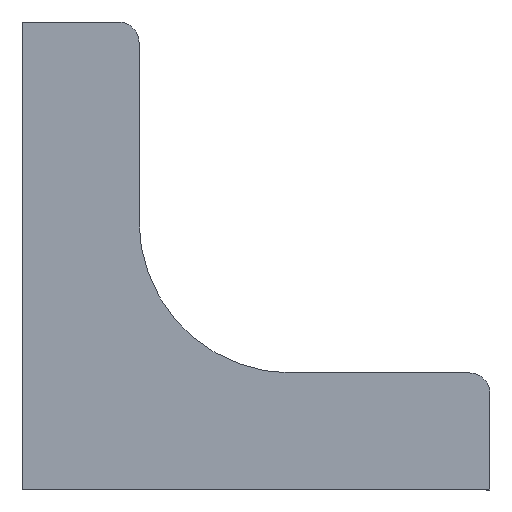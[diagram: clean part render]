
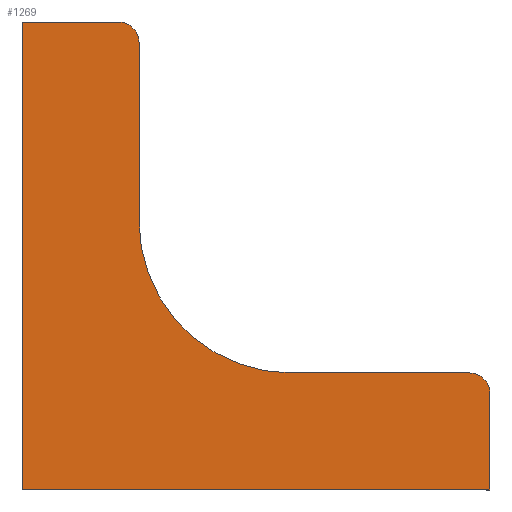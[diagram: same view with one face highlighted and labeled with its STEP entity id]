
A CAD part, left-side view. The second image highlights one B-rep face of the part: STEP entity #1269.
In plain terms, the highlighted free-form (B-spline) face has degree [1, 1] with [2, 2] control points.
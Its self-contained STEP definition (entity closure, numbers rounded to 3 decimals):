
#674=CARTESIAN_POINT('',(0.0,-20.,76.5));
#675=VERTEX_POINT('',#674);
#676=CARTESIAN_POINT('',(0.0,-20.,46.));
#677=VERTEX_POINT('',#676);
#678=CARTESIAN_POINT('',(0.0,-20.,76.5));
#679=DIRECTION('',(0.0,0.0,-1.0));
#680=VECTOR('',#679,30.5);
#681=LINE('',#678,#680);
#682=EDGE_CURVE('',#675,#677,#681,.T.);
#722=CARTESIAN_POINT('',(0.0,0.,0.));
#723=VERTEX_POINT('',#722);
#724=CARTESIAN_POINT('',(0.0,0.,80.));
#725=VERTEX_POINT('',#724);
#726=CARTESIAN_POINT('',(0.0,0.,0.));
#727=DIRECTION('',(0.0,0.0,1.0));
#728=VECTOR('',#727,80.);
#729=LINE('',#726,#728);
#730=EDGE_CURVE('',#723,#725,#729,.T.);
#770=CARTESIAN_POINT('',(0.0,-16.5,80.));
#771=VERTEX_POINT('',#770);
#772=CARTESIAN_POINT('',(0.0,0.,80.));
#773=DIRECTION('',(0.0,-1.0,0.0));
#774=VECTOR('',#773,16.5);
#775=LINE('',#772,#774);
#776=EDGE_CURVE('',#725,#771,#775,.T.);
#801=CARTESIAN_POINT('',(0.0,-16.5,76.5));
#802=DIRECTION('',(1.0,0.0,0.0));
#803=DIRECTION('',(0.0,-1.0,0.0));
#804=AXIS2_PLACEMENT_3D('',#801,#802,#803);
#805=CIRCLE('',#804,3.5);
#806=EDGE_CURVE('',#771,#675,#805,.T.);
#846=CARTESIAN_POINT('',(0.0,-46.,20.));
#847=VERTEX_POINT('',#846);
#848=CARTESIAN_POINT('',(0.0,-46.,46.));
#849=DIRECTION('',(-1.0,0.0,0.0));
#850=DIRECTION('',(0.0,-1.0,0.0));
#851=AXIS2_PLACEMENT_3D('',#848,#849,#850);
#852=CIRCLE('',#851,26.);
#853=EDGE_CURVE('',#677,#847,#852,.T.);
#1131=CARTESIAN_POINT('',(0.0,-76.5,20.));
#1132=VERTEX_POINT('',#1131);
#1133=CARTESIAN_POINT('',(0.0,-76.5,20.));
#1134=DIRECTION('',(0.0,1.0,0.0));
#1135=VECTOR('',#1134,30.5);
#1136=LINE('',#1133,#1135);
#1137=EDGE_CURVE('',#1132,#847,#1136,.T.);
#1163=CARTESIAN_POINT('',(0.0,-80.,0.));
#1164=VERTEX_POINT('',#1163);
#1165=CARTESIAN_POINT('',(0.0,0.,0.));
#1166=DIRECTION('',(0.0,-1.0,0.0));
#1167=VECTOR('',#1166,80.);
#1168=LINE('',#1165,#1167);
#1169=EDGE_CURVE('',#723,#1164,#1168,.T.);
#1195=CARTESIAN_POINT('',(0.0,-80.,16.5));
#1196=VERTEX_POINT('',#1195);
#1197=CARTESIAN_POINT('',(0.0,-80.,0.));
#1198=DIRECTION('',(0.0,0.0,1.0));
#1199=VECTOR('',#1198,16.5);
#1200=LINE('',#1197,#1199);
#1201=EDGE_CURVE('',#1164,#1196,#1200,.T.);
#1240=CARTESIAN_POINT('',(0.0,-76.5,16.5));
#1241=DIRECTION('',(-1.0,0.0,0.0));
#1242=DIRECTION('',(0.0,0.0,1.0));
#1243=AXIS2_PLACEMENT_3D('',#1240,#1241,#1242);
#1244=CIRCLE('',#1243,3.5);
#1245=EDGE_CURVE('',#1196,#1132,#1244,.T.);
#1253=CARTESIAN_POINT('',(0.,-80.,0.));
#1254=CARTESIAN_POINT('',(0.,-80.,80.));
#1255=CARTESIAN_POINT('',(0.,0.,0.));
#1256=CARTESIAN_POINT('',(0.,0.,80.));
#1257=B_SPLINE_SURFACE_WITH_KNOTS('',1,1,((#1253,#1255),(#1254,#1256)),.UNSPECIFIED.,.F.,.F.,.U.,(2,2),(2,2),(0.0,80.),(0.0,80.),.UNSPECIFIED.);
#1258=ORIENTED_EDGE('',*,*,#1169,.T.);
#1259=ORIENTED_EDGE('',*,*,#1201,.T.);
#1260=ORIENTED_EDGE('',*,*,#1245,.T.);
#1261=ORIENTED_EDGE('',*,*,#1137,.T.);
#1262=ORIENTED_EDGE('',*,*,#853,.F.);
#1263=ORIENTED_EDGE('',*,*,#682,.F.);
#1264=ORIENTED_EDGE('',*,*,#806,.F.);
#1265=ORIENTED_EDGE('',*,*,#776,.F.);
#1266=ORIENTED_EDGE('',*,*,#730,.F.);
#1267=EDGE_LOOP('',(#1258,#1259,#1260,#1261,#1262,#1263,#1264,#1265,#1266));
#1268=FACE_OUTER_BOUND('',#1267,.T.);
#1269=ADVANCED_FACE('',(#1268),#1257,.T.);
